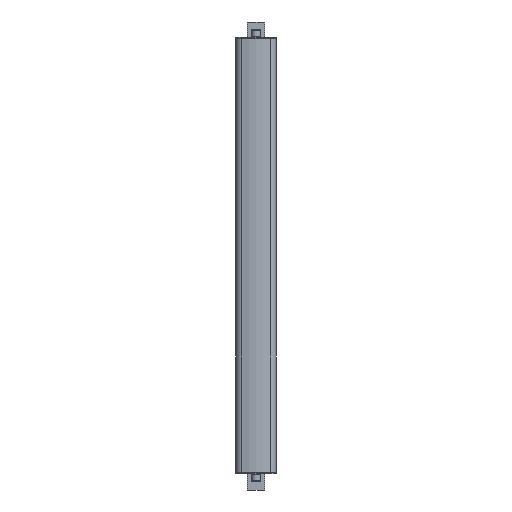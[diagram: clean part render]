
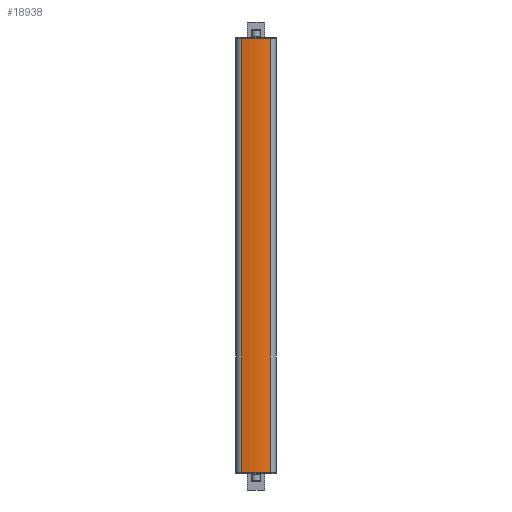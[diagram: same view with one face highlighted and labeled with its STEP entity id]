
A CAD part, front view. The second image highlights one B-rep face of the part: STEP entity #18938.
In plain terms, the highlighted cylindrical face has radius 185.83 mm (diameter 371.66 mm), a partial arc.
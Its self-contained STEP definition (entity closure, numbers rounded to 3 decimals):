
#7 = EDGE_CURVE ( 'NONE', #16059, #918, #1160, .T. ) ;
#162 = ORIENTED_EDGE ( 'NONE', *, *, #13848, .F. ) ;
#188 = CARTESIAN_POINT ( 'NONE',  ( -49.882, -26.491, -750. ) ) ;
#615 = AXIS2_PLACEMENT_3D ( 'NONE', #17900, #19418, #1480 ) ;
#744 = DIRECTION ( 'NONE',  ( 0., 0., 1. ) ) ;
#918 = VERTEX_POINT ( 'NONE', #3431 ) ;
#1160 = CIRCLE ( 'NONE', #15905, 185.83 ) ;
#1480 = DIRECTION ( 'NONE',  ( -1., 0., 0. ) ) ;
#1517 = CYLINDRICAL_SURFACE ( 'NONE', #615, 185.83 ) ;
#1922 = DIRECTION ( 'NONE',  ( 0., 0., -1. ) ) ;
#3387 = VECTOR ( 'NONE', #1922, 1000. ) ;
#3431 = CARTESIAN_POINT ( 'NONE',  ( 49.882, -26.491, -750. ) ) ;
#5066 = DIRECTION ( 'NONE',  ( 1., 0., 0. ) ) ;
#5688 = CARTESIAN_POINT ( 'NONE',  ( 0., 152.519, 750. ) ) ;
#6835 = CARTESIAN_POINT ( 'NONE',  ( 0., 152.519, -750. ) ) ;
#7199 = DIRECTION ( 'NONE',  ( 1., 0., 0. ) ) ;
#7266 = DIRECTION ( 'NONE',  ( 0., 0., 1. ) ) ;
#7767 = CARTESIAN_POINT ( 'NONE',  ( -49.882, -26.491, 750. ) ) ;
#7799 = VERTEX_POINT ( 'NONE', #18891 ) ;
#9297 = VECTOR ( 'NONE', #12320, 1000. ) ;
#11001 = EDGE_CURVE ( 'NONE', #7799, #918, #13792, .T. ) ;
#11127 = ORIENTED_EDGE ( 'NONE', *, *, #11001, .F. ) ;
#12320 = DIRECTION ( 'NONE',  ( 0., 0., -1. ) ) ;
#13630 = AXIS2_PLACEMENT_3D ( 'NONE', #5688, #7266, #7199 ) ;
#13773 = CARTESIAN_POINT ( 'NONE',  ( 49.882, -26.491, 750. ) ) ;
#13792 = LINE ( 'NONE', #13773, #9297 ) ;
#13848 = EDGE_CURVE ( 'NONE', #16771, #7799, #18012, .T. ) ;
#15475 = EDGE_CURVE ( 'NONE', #16771, #16059, #17727, .T. ) ;
#15905 = AXIS2_PLACEMENT_3D ( 'NONE', #6835, #744, #5066 ) ;
#16059 = VERTEX_POINT ( 'NONE', #188 ) ;
#16567 = FACE_OUTER_BOUND ( 'NONE', #17348, .T. ) ;
#16771 = VERTEX_POINT ( 'NONE', #7767 ) ;
#16834 = CARTESIAN_POINT ( 'NONE',  ( -49.882, -26.491, 750. ) ) ;
#16899 = ORIENTED_EDGE ( 'NONE', *, *, #7, .T. ) ;
#17348 = EDGE_LOOP ( 'NONE', ( #16899, #11127, #162, #17455 ) ) ;
#17455 = ORIENTED_EDGE ( 'NONE', *, *, #15475, .T. ) ;
#17727 = LINE ( 'NONE', #16834, #3387 ) ;
#17900 = CARTESIAN_POINT ( 'NONE',  ( 0., 152.519, 750. ) ) ;
#18012 = CIRCLE ( 'NONE', #13630, 185.83 ) ;
#18891 = CARTESIAN_POINT ( 'NONE',  ( 49.882, -26.491, 750. ) ) ;
#18938 = ADVANCED_FACE ( 'NONE', ( #16567 ), #1517, .T. ) ;
#19418 = DIRECTION ( 'NONE',  ( 0., 0., -1. ) ) ;
